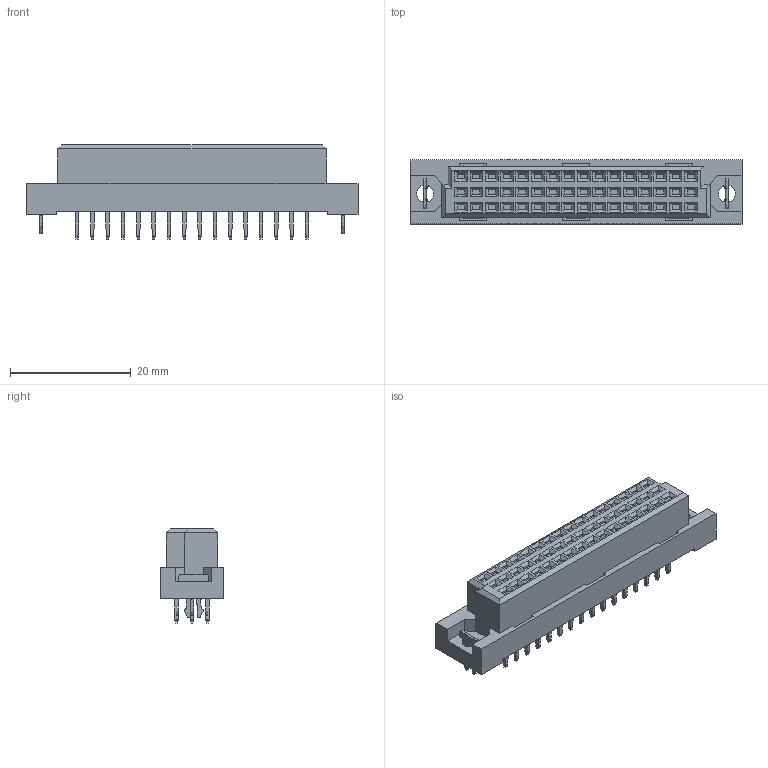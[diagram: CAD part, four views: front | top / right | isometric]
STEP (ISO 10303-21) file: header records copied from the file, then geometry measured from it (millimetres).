
FILE_DESCRIPTION( ('This file contains a STEP AP42 implementation' ,'as created by ZW3D STEP Interface translator.') ,'2;1' );
FILE_NAME( '3410-3XXAFSXXWAX.stp' ,'2310 9.14 455', (''), ('ZWCAD Software Co.'), 'Version 1.0', 'ZW3D to STEP translator', '' );
FILE_SCHEMA(('AUTOMOTIVE_DESIGN { 1 0 10303 214 1 1 1 1 }'));
Length unit declared in the file: millimetre
Products named in the file (2): 0; 3410-316AFSS0WA3
Bounding box: 55 x 10.6 x 15.6 mm (x, y, z)
Volume: 4859.9 mm3; surface area: 4116.6 mm2
Topology: 1 solids, 1 shells, 2515 faces, 6970 edges, 4574 vertices
Faces by surface type: plane 2000, cylinder 342, bspline 173
Full cylindrical faces by diameter (mm): 0.65 x4
Entity records: 83368 total; most frequent: CARTESIAN_POINT 16063, ORIENTED_EDGE 13932, DIRECTION 12644, EDGE_CURVE 6966, VECTOR 5726, LINE 5726, VERTEX_POINT 4566, AXIS2_PLACEMENT_3D 3459
